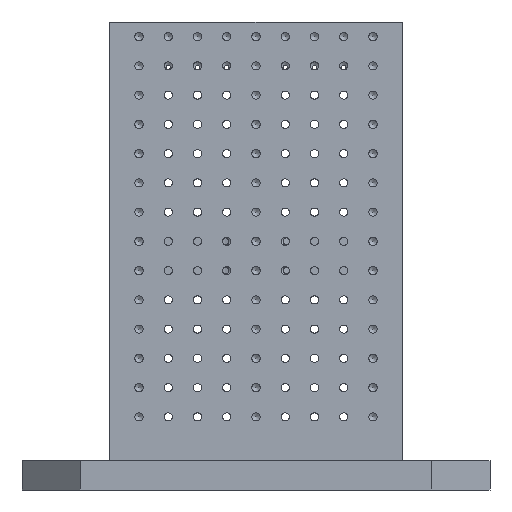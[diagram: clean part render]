
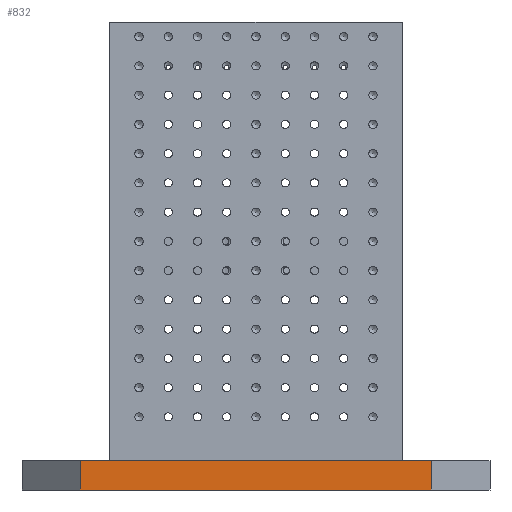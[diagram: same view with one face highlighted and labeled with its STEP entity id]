
A CAD part, left-side view. The second image highlights one B-rep face of the part: STEP entity #832.
In plain terms, the highlighted planar face has unit normal (-1, 0, 0).
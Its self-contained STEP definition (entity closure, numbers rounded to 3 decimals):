
#832 = ADVANCED_FACE( '', ( #3718 ), #3719, .F. );
#3718 = FACE_OUTER_BOUND( '', #7527, .T. );
#3719 = PLANE( '', #7528 );
#7527 = EDGE_LOOP( '', ( #13642, #13643, #13644, #13645 ) );
#7528 = AXIS2_PLACEMENT_3D( '', #13646, #13647, #13648 );
#13642 = ORIENTED_EDGE( '', *, *, #18082, .F. );
#13643 = ORIENTED_EDGE( '', *, *, #18090, .T. );
#13644 = ORIENTED_EDGE( '', *, *, #18091, .T. );
#13645 = ORIENTED_EDGE( '', *, *, #16356, .T. );
#13646 = CARTESIAN_POINT( '', ( -400., 400., 50. ) );
#13647 = DIRECTION( '', ( 1., 0., 0. ) );
#13648 = DIRECTION( '', ( 0., 1., 0. ) );
#16356 = EDGE_CURVE( '', #18551, #18548, #18552, .T. );
#18082 = EDGE_CURVE( '', #21494, #18548, #21496, .T. );
#18090 = EDGE_CURVE( '', #21494, #21509, #21510, .T. );
#18091 = EDGE_CURVE( '', #21509, #18551, #21511, .T. );
#18548 = VERTEX_POINT( '', #22112 );
#18551 = VERTEX_POINT( '', #22116 );
#18552 = LINE( '', #22117, #22118 );
#21494 = VERTEX_POINT( '', #29136 );
#21496 = LINE( '', #29139, #29140 );
#21509 = VERTEX_POINT( '', #29160 );
#21510 = LINE( '', #29161, #29162 );
#21511 = LINE( '', #29163, #29164 );
#22112 = CARTESIAN_POINT( '', ( -400., -300., 50. ) );
#22116 = CARTESIAN_POINT( '', ( -400., -300., 0. ) );
#22117 = CARTESIAN_POINT( '', ( -400., -300., 50. ) );
#22118 = VECTOR( '', #30988, 1000. );
#29136 = CARTESIAN_POINT( '', ( -400., 300., 50. ) );
#29139 = CARTESIAN_POINT( '', ( -400., 400., 50. ) );
#29140 = VECTOR( '', #34755, 1000. );
#29160 = CARTESIAN_POINT( '', ( -400., 300., 0. ) );
#29161 = CARTESIAN_POINT( '', ( -400., 300., 50. ) );
#29162 = VECTOR( '', #34763, 1000. );
#29163 = CARTESIAN_POINT( '', ( -400., 400., 0. ) );
#29164 = VECTOR( '', #34764, 1000. );
#30988 = DIRECTION( '', ( 0., 0., 1. ) );
#34755 = DIRECTION( '', ( 0., -1., 0. ) );
#34763 = DIRECTION( '', ( 0., 0., -1. ) );
#34764 = DIRECTION( '', ( 0., -1., 0. ) );
